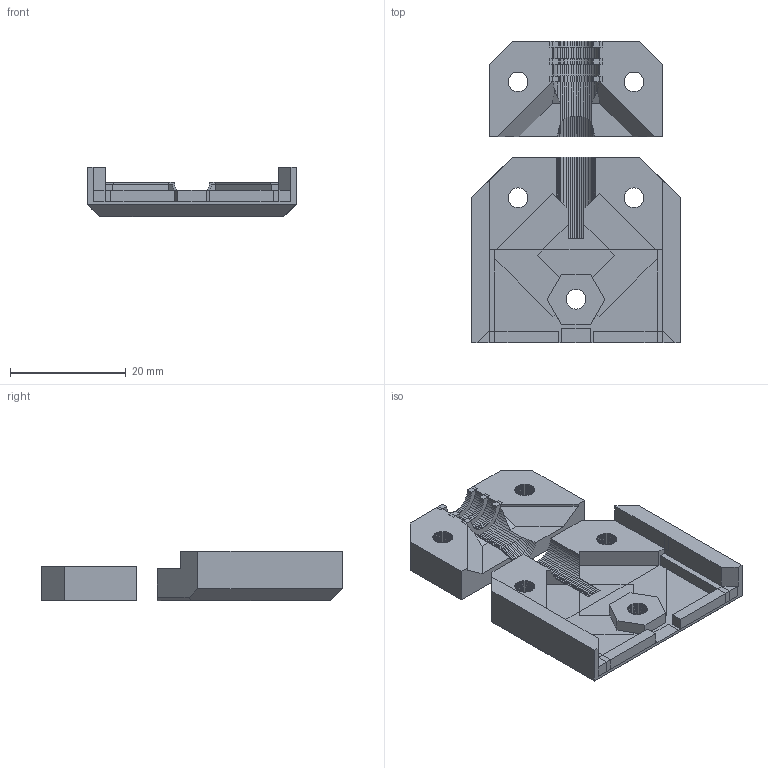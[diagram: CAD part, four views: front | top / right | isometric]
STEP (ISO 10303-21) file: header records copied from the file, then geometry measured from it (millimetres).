
FILE_DESCRIPTION(('FreeCAD Model'),'2;1');
FILE_NAME('heatbed-cable-cover-no-screw_R3.step','2018-10-02T08:54:30',('Author'),(''), 'Open CASCADE STEP processor 6.8','FreeCAD','Unknown');
FILE_SCHEMA(('AUTOMOTIVE_DESIGN { 1 0 10303 214 1 1 1 1 }'));
Length unit declared in the file: millimetre
Products named in the file (1): Matrix_Union
Bounding box: 36 x 52 x 8.6 mm (x, y, z)
Volume: 6456.8 mm3; surface area: 5228.9 mm2
Topology: 2 solids, 2 shells, 888 faces, 2532 edges, 1648 vertices
Faces by surface type: plane 770, bspline 118
Entity records: 39630 total; most frequent: CARTESIAN_POINT 17341, ORIENTED_EDGE 5064, DIRECTION 3838, EDGE_CURVE 2532, LINE 2296, VECTOR 2296, VERTEX_POINT 1648, FACE_BOUND 898
